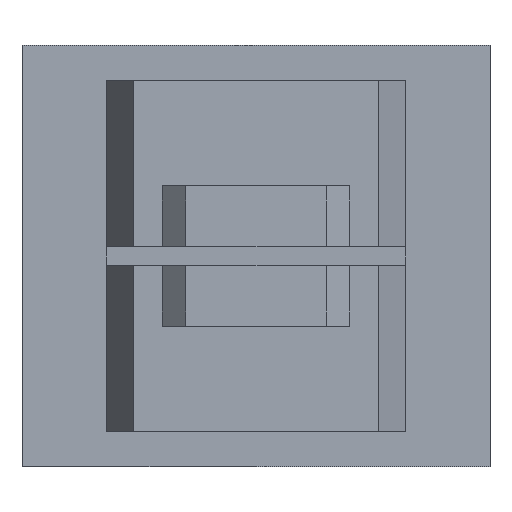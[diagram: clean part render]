
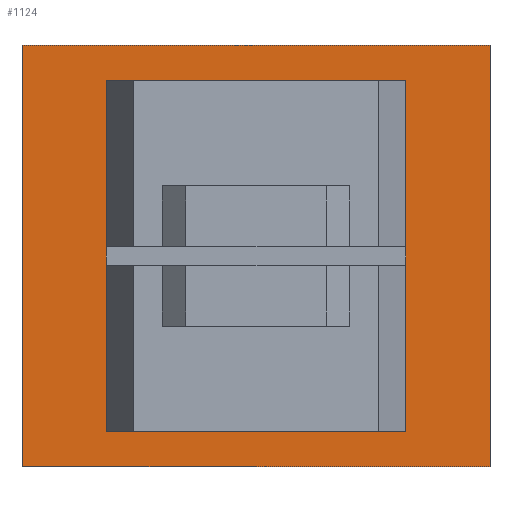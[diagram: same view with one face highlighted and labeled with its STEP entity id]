
A CAD part, front view. The second image highlights one B-rep face of the part: STEP entity #1124.
In plain terms, the highlighted planar face has unit normal (0, -1, 0).
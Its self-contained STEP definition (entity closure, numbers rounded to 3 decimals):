
#2 = CARTESIAN_POINT ( 'NONE',  ( -10., 2., 9. ) ) ;
#90 = CARTESIAN_POINT ( 'NONE',  ( 10., 2., 9. ) ) ;
#96 = VERTEX_POINT ( 'NONE', #660 ) ;
#107 = CARTESIAN_POINT ( 'NONE',  ( 0., 2., 0. ) ) ;
#109 = DIRECTION ( 'NONE',  ( 0., 0., -1. ) ) ;
#123 = ORIENTED_EDGE ( 'NONE', *, *, #1489, .F. ) ;
#132 = ORIENTED_EDGE ( 'NONE', *, *, #1092, .F. ) ;
#149 = CARTESIAN_POINT ( 'NONE',  ( -10., 2., -9. ) ) ;
#166 = ORIENTED_EDGE ( 'NONE', *, *, #1204, .F. ) ;
#194 = CARTESIAN_POINT ( 'NONE',  ( -5.25, 2., -7.5 ) ) ;
#245 = ORIENTED_EDGE ( 'NONE', *, *, #354, .F. ) ;
#250 = DIRECTION ( 'NONE',  ( 0., -1., 0. ) ) ;
#264 = VECTOR ( 'NONE', #340, 1000. ) ;
#281 = CARTESIAN_POINT ( 'NONE',  ( -10., 2., 9. ) ) ;
#329 = DIRECTION ( 'NONE',  ( 0., 0., -1. ) ) ;
#340 = DIRECTION ( 'NONE',  ( -1., 0., 0. ) ) ;
#354 = EDGE_CURVE ( 'NONE', #809, #997, #364, .T. ) ;
#364 = LINE ( 'NONE', #2, #475 ) ;
#383 = VERTEX_POINT ( 'NONE', #1218 ) ;
#410 = AXIS2_PLACEMENT_3D ( 'NONE', #107, #250, #329 ) ;
#475 = VECTOR ( 'NONE', #1295, 1000. ) ;
#534 = DIRECTION ( 'NONE',  ( -1., 0., 0. ) ) ;
#579 = ORIENTED_EDGE ( 'NONE', *, *, #939, .T. ) ;
#599 = EDGE_CURVE ( 'NONE', #1492, #96, #1149, .T. ) ;
#621 = VERTEX_POINT ( 'NONE', #194 ) ;
#660 = CARTESIAN_POINT ( 'NONE',  ( 10., 2., -9. ) ) ;
#668 = EDGE_CURVE ( 'NONE', #383, #719, #1160, .T. ) ;
#688 = CARTESIAN_POINT ( 'NONE',  ( 10., 2., 9. ) ) ;
#706 = LINE ( 'NONE', #1174, #1054 ) ;
#719 = VERTEX_POINT ( 'NONE', #923 ) ;
#769 = CARTESIAN_POINT ( 'NONE',  ( -5.25, 2., -7.5 ) ) ;
#783 = EDGE_LOOP ( 'NONE', ( #991, #579, #123, #132 ) ) ;
#809 = VERTEX_POINT ( 'NONE', #149 ) ;
#812 = DIRECTION ( 'NONE',  ( 0., 0., -1. ) ) ;
#814 = FACE_OUTER_BOUND ( 'NONE', #1474, .T. ) ;
#839 = CARTESIAN_POINT ( 'NONE',  ( -5.25, 2., 7.5 ) ) ;
#880 = LINE ( 'NONE', #769, #1028 ) ;
#893 = LINE ( 'NONE', #281, #1423 ) ;
#921 = LINE ( 'NONE', #839, #264 ) ;
#923 = CARTESIAN_POINT ( 'NONE',  ( 5.25, 2., -7.5 ) ) ;
#928 = LINE ( 'NONE', #1059, #1231 ) ;
#939 = EDGE_CURVE ( 'NONE', #719, #621, #880, .T. ) ;
#981 = CARTESIAN_POINT ( 'NONE',  ( -5.25, 2., 7.5 ) ) ;
#991 = ORIENTED_EDGE ( 'NONE', *, *, #668, .T. ) ;
#997 = VERTEX_POINT ( 'NONE', #1247 ) ;
#1006 = ORIENTED_EDGE ( 'NONE', *, *, #599, .F. ) ;
#1028 = VECTOR ( 'NONE', #1482, 1000. ) ;
#1054 = VECTOR ( 'NONE', #534, 1000. ) ;
#1059 = CARTESIAN_POINT ( 'NONE',  ( -5.25, 2., 7.5 ) ) ;
#1092 = EDGE_CURVE ( 'NONE', #383, #1334, #921, .T. ) ;
#1100 = VECTOR ( 'NONE', #109, 1000. ) ;
#1124 = ADVANCED_FACE ( 'NONE', ( #1318, #814 ), #1432, .T. ) ;
#1136 = DIRECTION ( 'NONE',  ( 1., 0., 0. ) ) ;
#1149 = LINE ( 'NONE', #90, #1258 ) ;
#1160 = LINE ( 'NONE', #1426, #1100 ) ;
#1174 = CARTESIAN_POINT ( 'NONE',  ( -10., 2., -9. ) ) ;
#1204 = EDGE_CURVE ( 'NONE', #96, #809, #706, .T. ) ;
#1218 = CARTESIAN_POINT ( 'NONE',  ( 5.25, 2., 7.5 ) ) ;
#1231 = VECTOR ( 'NONE', #812, 1000. ) ;
#1247 = CARTESIAN_POINT ( 'NONE',  ( -10., 2., 9. ) ) ;
#1249 = DIRECTION ( 'NONE',  ( 0., 0., -1. ) ) ;
#1258 = VECTOR ( 'NONE', #1249, 1000. ) ;
#1295 = DIRECTION ( 'NONE',  ( 0., 0., 1. ) ) ;
#1318 = FACE_BOUND ( 'NONE', #783, .T. ) ;
#1334 = VERTEX_POINT ( 'NONE', #981 ) ;
#1422 = ORIENTED_EDGE ( 'NONE', *, *, #1435, .F. ) ;
#1423 = VECTOR ( 'NONE', #1136, 1000. ) ;
#1426 = CARTESIAN_POINT ( 'NONE',  ( 5.25, 2., 7.5 ) ) ;
#1432 = PLANE ( 'NONE',  #410 ) ;
#1435 = EDGE_CURVE ( 'NONE', #997, #1492, #893, .T. ) ;
#1474 = EDGE_LOOP ( 'NONE', ( #1006, #1422, #245, #166 ) ) ;
#1482 = DIRECTION ( 'NONE',  ( -1., 0., 0. ) ) ;
#1489 = EDGE_CURVE ( 'NONE', #1334, #621, #928, .T. ) ;
#1492 = VERTEX_POINT ( 'NONE', #688 ) ;
